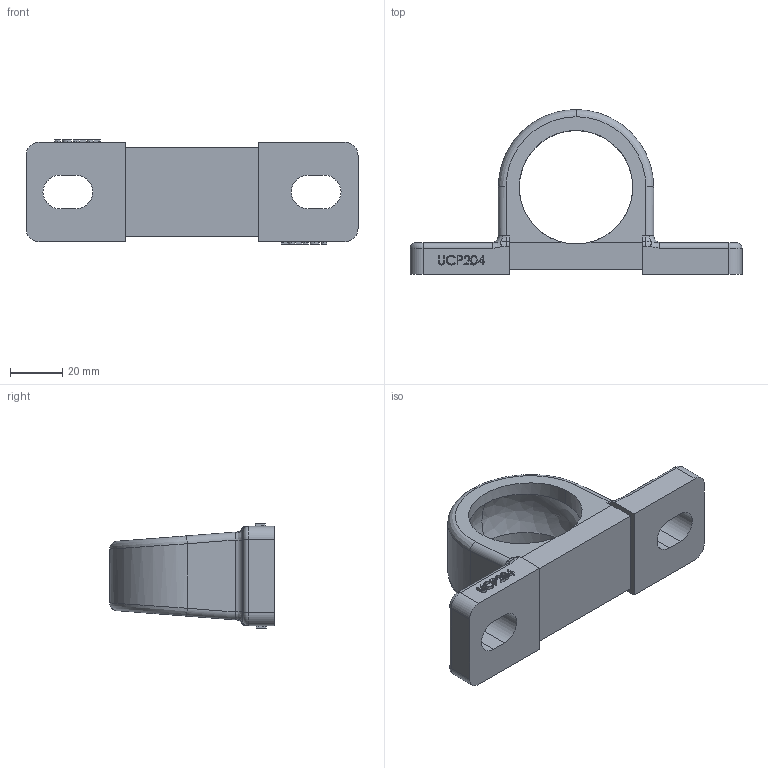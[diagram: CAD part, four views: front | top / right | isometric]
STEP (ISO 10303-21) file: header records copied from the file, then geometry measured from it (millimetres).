
FILE_DESCRIPTION (( 'STEP AP203' ), '1' );
FILE_NAME ('UCP204.STEP', '2023-10-21T08:11:08', ( '' ), ( '' ), 'SwSTEP 2.0', 'SolidWorks 2017', '' );
FILE_SCHEMA (( 'CONFIG_CONTROL_DESIGN' ));
Length unit declared in the file: millimetre
Products named in the file (1): UCP204
Bounding box: 127 x 63 x 40 mm (x, y, z)
Volume: 78476.3 mm3; surface area: 21806.9 mm2
Topology: 1 solids, 1 shells, 245 faces, 654 edges, 425 vertices
Faces by surface type: plane 111, bspline 93, cylinder 35, torus 4, sphere 2
Entity records: 12864 total; most frequent: CARTESIAN_POINT 7318, ORIENTED_EDGE 1298, DIRECTION 848, EDGE_CURVE 649, VERTEX_POINT 422, VECTOR 380, LINE 380, EDGE_LOOP 267
